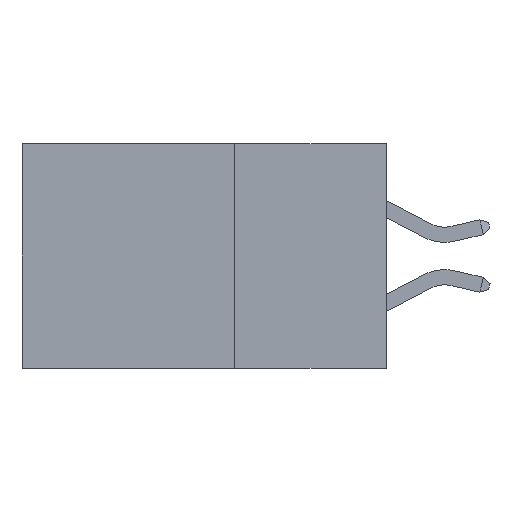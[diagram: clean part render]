
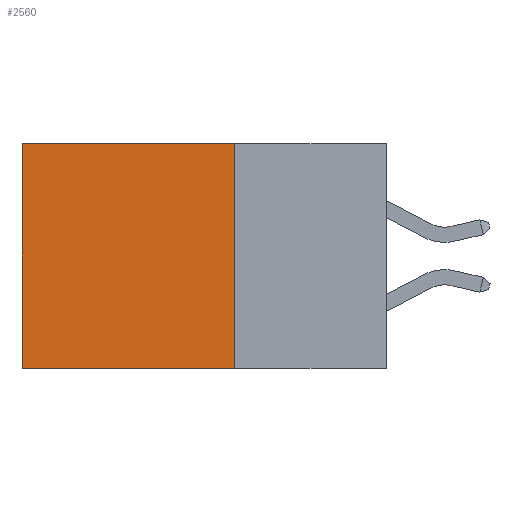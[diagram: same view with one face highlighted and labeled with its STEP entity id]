
A CAD part, left-side view. The second image highlights one B-rep face of the part: STEP entity #2560.
In plain terms, the highlighted planar face has unit normal (-1, 0, 0).
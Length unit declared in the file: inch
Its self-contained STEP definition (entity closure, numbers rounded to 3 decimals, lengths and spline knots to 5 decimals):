
#4 = CARTESIAN_POINT ( 'NONE',  ( 0.298, 0.25, 0. ) ) ;
#221 = FACE_OUTER_BOUND ( 'NONE', #7472, .T. ) ;
#327 = LINE ( 'NONE', #3657, #3484 ) ;
#450 = CARTESIAN_POINT ( 'NONE',  ( 0.298, 0.6, 0. ) ) ;
#669 = ORIENTED_EDGE ( 'NONE', *, *, #7791, .F. ) ;
#680 = VERTEX_POINT ( 'NONE', #5615 ) ;
#834 = LINE ( 'NONE', #450, #7585 ) ;
#953 = CARTESIAN_POINT ( 'NONE',  ( 0.298, 0.25, 0. ) ) ;
#1350 = DIRECTION ( 'NONE',  ( 0., 1., 0. ) ) ;
#1688 = ORIENTED_EDGE ( 'NONE', *, *, #4267, .T. ) ;
#1710 = EDGE_CURVE ( 'NONE', #6185, #680, #9077, .T. ) ;
#1756 = VECTOR ( 'NONE', #7179, 39.37008 ) ;
#2560 = ADVANCED_FACE ( 'NONE', ( #221 ), #3254, .F. ) ;
#2922 = CARTESIAN_POINT ( 'NONE',  ( 0.298, 0.25, -0.37 ) ) ;
#3254 = PLANE ( 'NONE',  #5773 ) ;
#3440 = VERTEX_POINT ( 'NONE', #9068 ) ;
#3484 = VECTOR ( 'NONE', #9944, 39.37008 ) ;
#3636 = VECTOR ( 'NONE', #1350, 39.37008 ) ;
#3657 = CARTESIAN_POINT ( 'NONE',  ( 0.298, 0.25, 0. ) ) ;
#4053 = DIRECTION ( 'NONE',  ( 1., 0., 0. ) ) ;
#4267 = EDGE_CURVE ( 'NONE', #7826, #3440, #327, .T. ) ;
#5029 = ORIENTED_EDGE ( 'NONE', *, *, #1710, .F. ) ;
#5615 = CARTESIAN_POINT ( 'NONE',  ( 0.298, 0.6, -0.37 ) ) ;
#5773 = AXIS2_PLACEMENT_3D ( 'NONE', #4, #4053, #7158 ) ;
#6185 = VERTEX_POINT ( 'NONE', #8566 ) ;
#6207 = EDGE_CURVE ( 'NONE', #3440, #680, #834, .T. ) ;
#6353 = ORIENTED_EDGE ( 'NONE', *, *, #6207, .T. ) ;
#7158 = DIRECTION ( 'NONE',  ( 0., 0., -1. ) ) ;
#7179 = DIRECTION ( 'NONE',  ( 0., 0., -1. ) ) ;
#7472 = EDGE_LOOP ( 'NONE', ( #6353, #5029, #669, #1688 ) ) ;
#7585 = VECTOR ( 'NONE', #8360, 39.37008 ) ;
#7791 = EDGE_CURVE ( 'NONE', #7826, #6185, #8184, .T. ) ;
#7826 = VERTEX_POINT ( 'NONE', #8532 ) ;
#8184 = LINE ( 'NONE', #953, #1756 ) ;
#8360 = DIRECTION ( 'NONE',  ( 0., 0., -1. ) ) ;
#8532 = CARTESIAN_POINT ( 'NONE',  ( 0.298, 0.25, 0. ) ) ;
#8566 = CARTESIAN_POINT ( 'NONE',  ( 0.298, 0.25, -0.37 ) ) ;
#9068 = CARTESIAN_POINT ( 'NONE',  ( 0.298, 0.6, 0. ) ) ;
#9077 = LINE ( 'NONE', #2922, #3636 ) ;
#9944 = DIRECTION ( 'NONE',  ( 0., 1., 0. ) ) ;
